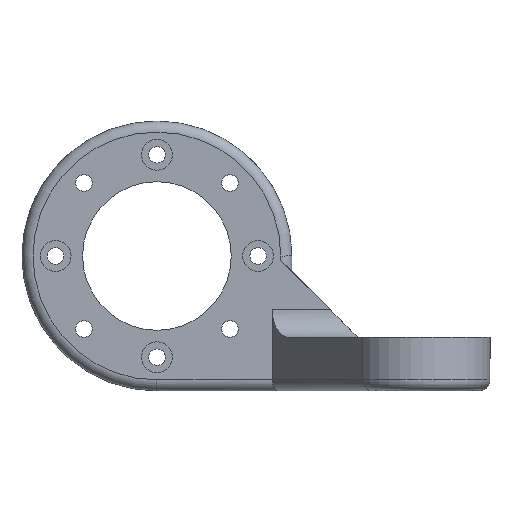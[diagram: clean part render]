
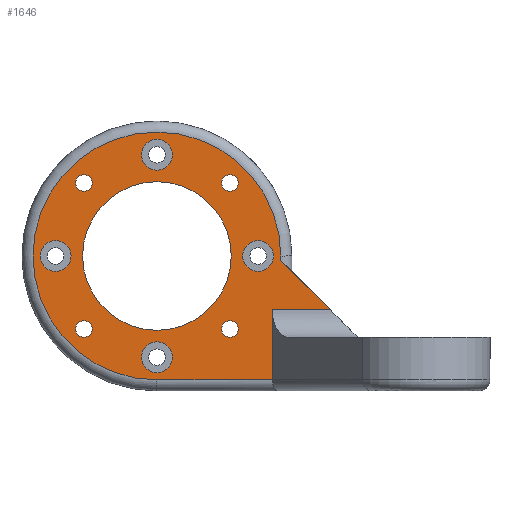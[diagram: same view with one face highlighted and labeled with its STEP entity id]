
A CAD part, left-side view. The second image highlights one B-rep face of the part: STEP entity #1646.
In plain terms, the highlighted planar face has unit normal (-1, 0, 0).
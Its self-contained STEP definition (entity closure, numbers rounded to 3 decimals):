
#15=FACE_BOUND('',#545,.T.);
#16=FACE_BOUND('',#546,.T.);
#17=FACE_BOUND('',#547,.T.);
#18=FACE_BOUND('',#548,.T.);
#19=FACE_BOUND('',#549,.T.);
#20=FACE_BOUND('',#550,.T.);
#21=FACE_BOUND('',#551,.T.);
#22=FACE_BOUND('',#552,.T.);
#23=FACE_BOUND('',#553,.T.);
#51=PLANE('',#1768);
#118=LINE('',#2506,#270);
#120=LINE('',#2516,#272);
#121=LINE('',#2519,#273);
#122=LINE('',#2521,#274);
#123=LINE('',#2522,#275);
#270=VECTOR('',#1962,10.);
#272=VECTOR('',#1974,10.);
#273=VECTOR('',#1977,10.);
#274=VECTOR('',#1978,10.);
#275=VECTOR('',#1979,10.);
#451=FACE_OUTER_BOUND('',#544,.T.);
#544=EDGE_LOOP('',(#1187,#1188,#1189,#1190,#1191,#1192));
#545=EDGE_LOOP('',(#1193));
#546=EDGE_LOOP('',(#1194));
#547=EDGE_LOOP('',(#1195));
#548=EDGE_LOOP('',(#1196));
#549=EDGE_LOOP('',(#1197));
#550=EDGE_LOOP('',(#1198));
#551=EDGE_LOOP('',(#1199));
#552=EDGE_LOOP('',(#1200));
#553=EDGE_LOOP('',(#1201));
#679=CIRCLE('',#1765,22.5);
#680=CIRCLE('',#1769,2.8);
#681=CIRCLE('',#1770,2.8);
#682=CIRCLE('',#1771,2.8);
#683=CIRCLE('',#1772,2.8);
#684=CIRCLE('',#1773,1.5);
#685=CIRCLE('',#1774,1.5);
#686=CIRCLE('',#1775,1.5);
#687=CIRCLE('',#1776,1.5);
#688=CIRCLE('',#1777,13.5);
#772=VERTEX_POINT('',#2500);
#774=VERTEX_POINT('',#2504);
#775=VERTEX_POINT('',#2508);
#776=VERTEX_POINT('',#2512);
#778=VERTEX_POINT('',#2518);
#779=VERTEX_POINT('',#2520);
#780=VERTEX_POINT('',#2523);
#781=VERTEX_POINT('',#2525);
#782=VERTEX_POINT('',#2527);
#783=VERTEX_POINT('',#2529);
#784=VERTEX_POINT('',#2531);
#785=VERTEX_POINT('',#2533);
#786=VERTEX_POINT('',#2535);
#787=VERTEX_POINT('',#2537);
#788=VERTEX_POINT('',#2539);
#935=EDGE_CURVE('',#774,#772,#118,.T.);
#937=EDGE_CURVE('',#772,#775,#679,.T.);
#940=EDGE_CURVE('',#775,#776,#120,.T.);
#941=EDGE_CURVE('',#776,#778,#121,.T.);
#942=EDGE_CURVE('',#779,#774,#122,.T.);
#943=EDGE_CURVE('',#778,#779,#123,.T.);
#944=EDGE_CURVE('',#780,#780,#680,.T.);
#945=EDGE_CURVE('',#781,#781,#681,.T.);
#946=EDGE_CURVE('',#782,#782,#682,.T.);
#947=EDGE_CURVE('',#783,#783,#683,.T.);
#948=EDGE_CURVE('',#784,#784,#684,.T.);
#949=EDGE_CURVE('',#785,#785,#685,.T.);
#950=EDGE_CURVE('',#786,#786,#686,.T.);
#951=EDGE_CURVE('',#787,#787,#687,.T.);
#952=EDGE_CURVE('',#788,#788,#688,.T.);
#1187=ORIENTED_EDGE('',*,*,#941,.F.);
#1188=ORIENTED_EDGE('',*,*,#940,.F.);
#1189=ORIENTED_EDGE('',*,*,#937,.F.);
#1190=ORIENTED_EDGE('',*,*,#935,.F.);
#1191=ORIENTED_EDGE('',*,*,#942,.F.);
#1192=ORIENTED_EDGE('',*,*,#943,.F.);
#1193=ORIENTED_EDGE('',*,*,#944,.T.);
#1194=ORIENTED_EDGE('',*,*,#945,.T.);
#1195=ORIENTED_EDGE('',*,*,#946,.T.);
#1196=ORIENTED_EDGE('',*,*,#947,.T.);
#1197=ORIENTED_EDGE('',*,*,#948,.T.);
#1198=ORIENTED_EDGE('',*,*,#949,.T.);
#1199=ORIENTED_EDGE('',*,*,#950,.T.);
#1200=ORIENTED_EDGE('',*,*,#951,.T.);
#1201=ORIENTED_EDGE('',*,*,#952,.T.);
#1646=ADVANCED_FACE('',(#451,#15,#16,#17,#18,#19,#20,#21,#22,#23),#51,.T.);
#1765=AXIS2_PLACEMENT_3D('',#2510,#1967,#1968);
#1768=AXIS2_PLACEMENT_3D('',#2517,#1975,#1976);
#1769=AXIS2_PLACEMENT_3D('',#2524,#1980,#1981);
#1770=AXIS2_PLACEMENT_3D('',#2526,#1982,#1983);
#1771=AXIS2_PLACEMENT_3D('',#2528,#1984,#1985);
#1772=AXIS2_PLACEMENT_3D('',#2530,#1986,#1987);
#1773=AXIS2_PLACEMENT_3D('',#2532,#1988,#1989);
#1774=AXIS2_PLACEMENT_3D('',#2534,#1990,#1991);
#1775=AXIS2_PLACEMENT_3D('',#2536,#1992,#1993);
#1776=AXIS2_PLACEMENT_3D('',#2538,#1994,#1995);
#1777=AXIS2_PLACEMENT_3D('',#2540,#1996,#1997);
#1962=DIRECTION('',(0.,1.,0.));
#1967=DIRECTION('center_axis',(1.,0.,0.));
#1968=DIRECTION('ref_axis',(0.,0.707,0.707));
#1974=DIRECTION('',(0.,0.,-1.));
#1975=DIRECTION('center_axis',(-1.,0.,0.));
#1976=DIRECTION('ref_axis',(0.,0.,1.));
#1977=DIRECTION('',(0.,-0.707,-0.707));
#1978=DIRECTION('',(0.,0.,-1.));
#1979=DIRECTION('',(0.,1.,0.));
#1980=DIRECTION('center_axis',(1.,0.,0.));
#1981=DIRECTION('ref_axis',(0.,-1.,0.));
#1982=DIRECTION('center_axis',(1.,0.,0.));
#1983=DIRECTION('ref_axis',(0.,-1.,0.));
#1984=DIRECTION('center_axis',(1.,0.,0.));
#1985=DIRECTION('ref_axis',(0.,-1.,0.));
#1986=DIRECTION('center_axis',(1.,0.,0.));
#1987=DIRECTION('ref_axis',(0.,-1.,0.));
#1988=DIRECTION('center_axis',(1.,0.,0.));
#1989=DIRECTION('ref_axis',(0.,-1.,0.));
#1990=DIRECTION('center_axis',(1.,0.,0.));
#1991=DIRECTION('ref_axis',(0.,-1.,0.));
#1992=DIRECTION('center_axis',(1.,0.,0.));
#1993=DIRECTION('ref_axis',(0.,-1.,0.));
#1994=DIRECTION('center_axis',(1.,0.,0.));
#1995=DIRECTION('ref_axis',(0.,-1.,0.));
#1996=DIRECTION('center_axis',(1.,0.,0.));
#1997=DIRECTION('ref_axis',(0.,-1.,0.));
#2500=CARTESIAN_POINT('',(50.,78.,2.));
#2504=CARTESIAN_POINT('',(50.,57.061,2.));
#2506=CARTESIAN_POINT('',(50.,45.,2.));
#2508=CARTESIAN_POINT('',(50.,55.5,24.5));
#2510=CARTESIAN_POINT('Origin',(50.,78.,24.5));
#2512=CARTESIAN_POINT('',(50.,55.5,23.7));
#2516=CARTESIAN_POINT('',(50.,55.5,12.25));
#2517=CARTESIAN_POINT('Origin',(50.,60.,0.));
#2518=CARTESIAN_POINT('',(50.,46.5,14.7));
#2519=CARTESIAN_POINT('',(50.,46.7,14.9));
#2520=CARTESIAN_POINT('',(50.,57.061,14.7));
#2521=CARTESIAN_POINT('',(50.,57.061,9.7));
#2522=CARTESIAN_POINT('',(50.,45.,14.7));
#2523=CARTESIAN_POINT('',(50.,62.415,24.5));
#2524=CARTESIAN_POINT('Origin',(50.,59.615,24.5));
#2525=CARTESIAN_POINT('',(50.,80.8,6.115));
#2526=CARTESIAN_POINT('Origin',(50.,78.,6.115));
#2527=CARTESIAN_POINT('',(50.,80.8,42.885));
#2528=CARTESIAN_POINT('Origin',(50.,78.,42.885));
#2529=CARTESIAN_POINT('',(50.,99.185,24.5));
#2530=CARTESIAN_POINT('Origin',(50.,96.385,24.5));
#2531=CARTESIAN_POINT('',(50.,66.242,11.242));
#2532=CARTESIAN_POINT('Origin',(50.,64.742,11.242));
#2533=CARTESIAN_POINT('',(50.,66.242,37.758));
#2534=CARTESIAN_POINT('Origin',(50.,64.742,37.758));
#2535=CARTESIAN_POINT('',(50.,92.758,37.758));
#2536=CARTESIAN_POINT('Origin',(50.,91.258,37.758));
#2537=CARTESIAN_POINT('',(50.,92.758,11.242));
#2538=CARTESIAN_POINT('Origin',(50.,91.258,11.242));
#2539=CARTESIAN_POINT('',(50.,91.5,24.5));
#2540=CARTESIAN_POINT('Origin',(50.,78.,24.5));
